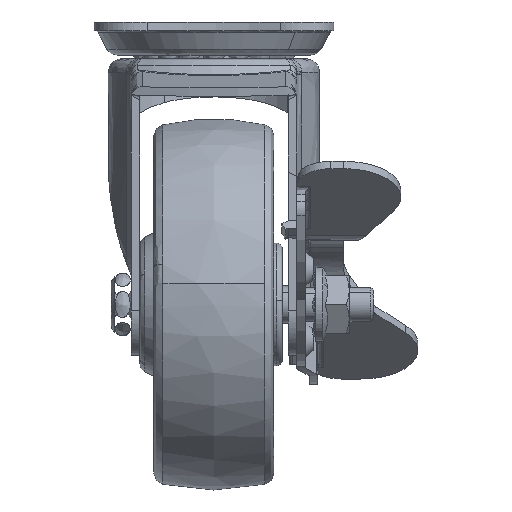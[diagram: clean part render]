
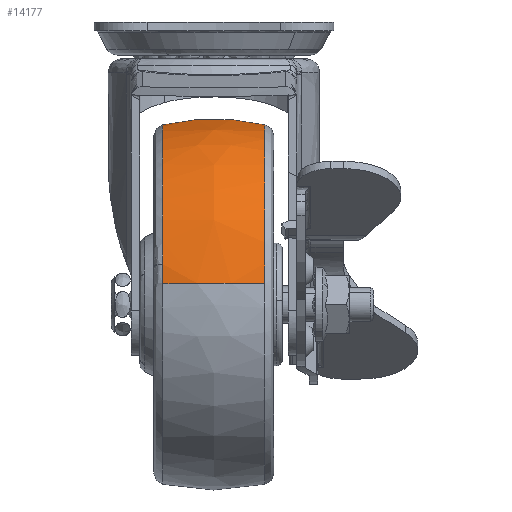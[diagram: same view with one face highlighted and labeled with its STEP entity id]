
A CAD part, left-side view. The second image highlights one B-rep face of the part: STEP entity #14177.
In plain terms, the highlighted free-form (B-spline) face has degree [2, 2] with [5, 5] control points.
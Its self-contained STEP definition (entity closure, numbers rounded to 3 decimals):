
#12873=CARTESIAN_POINT('',(-54.684,8.947,-40.939));
#12874=VERTEX_POINT('',#12873);
#12885=CARTESIAN_POINT('',(-24.0,8.947,-16.514));
#12886=VERTEX_POINT('',#12885);
#12887=CARTESIAN_POINT('',(-24.0,8.947,-16.514));
#12888=CARTESIAN_POINT('',(-26.15,8.947,-16.513));
#12889=CARTESIAN_POINT('',(-29.954,8.947,-16.905));
#12890=CARTESIAN_POINT('',(-35.315,8.947,-18.468));
#12891=CARTESIAN_POINT('',(-39.906,8.947,-20.665));
#12892=CARTESIAN_POINT('',(-43.534,8.947,-23.197));
#12893=CARTESIAN_POINT('',(-46.562,8.947,-25.936));
#12894=CARTESIAN_POINT('',(-49.404,8.947,-29.177));
#12895=CARTESIAN_POINT('',(-51.647,8.947,-32.735));
#12896=CARTESIAN_POINT('',(-53.514,8.947,-36.796));
#12897=CARTESIAN_POINT('',(-54.301,8.947,-39.273));
#12898=CARTESIAN_POINT('',(-54.684,8.947,-40.939));
#12899=B_SPLINE_CURVE_WITH_KNOTS('',3,(#12887,#12888,#12889,#12890,#12891,#12892,#12893,#12894,#12895,#12896,#12897,#12898),.UNSPECIFIED.,.F.,.U.,(4,1,1,1,1,1,1,1,1,4),(0.,6.45,11.411,16.703,21.665,24.641,28.941,34.564,37.21,42.337),.UNSPECIFIED.);
#12900=EDGE_CURVE('',#12886,#12874,#12899,.T.);
#13002=CARTESIAN_POINT('',(-55.276,8.947,-44.364));
#13003=VERTEX_POINT('',#13002);
#13023=CARTESIAN_POINT('',(-54.684,8.947,-40.939));
#13024=CARTESIAN_POINT('',(-54.944,8.947,-42.068));
#13025=CARTESIAN_POINT('',(-55.142,8.947,-43.213));
#13026=CARTESIAN_POINT('',(-55.276,8.947,-44.364));
#13027=B_SPLINE_CURVE_WITH_KNOTS('',3,(#13023,#13024,#13025,#13026),.UNSPECIFIED.,.F.,.U.,(4,4),(0.,3.478),.UNSPECIFIED.);
#13028=EDGE_CURVE('',#12874,#13003,#13027,.T.);
#13242=CARTESIAN_POINT('',(-24.0,-8.947,-16.514));
#13243=VERTEX_POINT('',#13242);
#13260=CARTESIAN_POINT('',(-55.276,-8.947,-44.364));
#13261=VERTEX_POINT('',#13260);
#13262=CARTESIAN_POINT('',(-24.0,-8.947,-16.514));
#13263=CARTESIAN_POINT('',(-25.79,-8.947,-16.513));
#13264=CARTESIAN_POINT('',(-29.429,-8.947,-16.825));
#13265=CARTESIAN_POINT('',(-34.06,-8.947,-18.05));
#13266=CARTESIAN_POINT('',(-37.801,-8.947,-19.635));
#13267=CARTESIAN_POINT('',(-40.831,-8.947,-21.313));
#13268=CARTESIAN_POINT('',(-43.854,-8.947,-23.456));
#13269=CARTESIAN_POINT('',(-46.631,-8.947,-26.001));
#13270=CARTESIAN_POINT('',(-49.2,-8.947,-28.992));
#13271=CARTESIAN_POINT('',(-51.189,-8.947,-31.978));
#13272=CARTESIAN_POINT('',(-52.733,-8.947,-35.012));
#13273=CARTESIAN_POINT('',(-54.295,-8.947,-38.953));
#13274=CARTESIAN_POINT('',(-55.015,-8.947,-42.113));
#13275=CARTESIAN_POINT('',(-55.276,-8.947,-44.364));
#13276=B_SPLINE_CURVE_WITH_KNOTS('',3,(#13262,#13263,#13264,#13265,#13266,#13267,#13268,#13269,#13270,#13271,#13272,#13273,#13274,#13275),.UNSPECIFIED.,.F.,.U.,(4,1,1,1,1,1,1,1,1,1,1,4),(0.,5.369,10.917,14.317,17.539,21.297,25.413,28.813,33.109,36.151,39.015,45.815),.UNSPECIFIED.);
#13277=EDGE_CURVE('',#13243,#13261,#13276,.T.);
#14111=CARTESIAN_POINT('',(-24.0,-8.947,-16.514));
#14112=CARTESIAN_POINT('',(-24.,-7.39,-16.156));
#14113=CARTESIAN_POINT('',(-24.,-4.325,-15.644));
#14114=CARTESIAN_POINT('',(-24.,0.095,-15.425));
#14115=CARTESIAN_POINT('',(-24.,4.511,-15.675));
#14116=CARTESIAN_POINT('',(-24.0,7.39,-16.156));
#14117=CARTESIAN_POINT('',(-24.0,8.947,-16.514));
#14118=B_SPLINE_CURVE_WITH_KNOTS('',3,(#14111,#14112,#14113,#14114,#14115,#14116,#14117),.UNSPECIFIED.,.F.,.U.,(4,1,1,1,4),(0.,4.794,9.306,13.254,18.047),.UNSPECIFIED.);
#14119=EDGE_CURVE('',#13243,#12886,#14118,.T.);
#14125=CARTESIAN_POINT('',(-55.276,-8.947,-44.364));
#14126=CARTESIAN_POINT('',(-55.547,-7.756,-44.333));
#14127=CARTESIAN_POINT('',(-56.099,-4.701,-44.269));
#14128=CARTESIAN_POINT('',(-56.479,1.317,-44.225));
#14129=CARTESIAN_POINT('',(-55.924,6.107,-44.289));
#14130=CARTESIAN_POINT('',(-55.276,8.947,-44.364));
#14131=B_SPLINE_CURVE_WITH_KNOTS('',3,(#14125,#14126,#14127,#14128,#14129,#14130),.UNSPECIFIED.,.F.,.U.,(4,1,1,4),(0.,3.666,9.306,18.047),.UNSPECIFIED.);
#14132=EDGE_CURVE('',#13261,#13003,#14131,.T.);
#14137=CARTESIAN_POINT('',(-23.797,-9.854,-16.733));
#14138=CARTESIAN_POINT('',(-23.789,-5.004,-15.5));
#14139=CARTESIAN_POINT('',(-23.789,0.,-15.5));
#14140=CARTESIAN_POINT('',(-23.789,5.004,-15.5));
#14141=CARTESIAN_POINT('',(-23.797,9.854,-16.733));
#14142=CARTESIAN_POINT('',(-23.898,-9.854,-16.733));
#14143=CARTESIAN_POINT('',(-23.894,-5.004,-15.5));
#14144=CARTESIAN_POINT('',(-23.894,0.,-15.5));
#14145=CARTESIAN_POINT('',(-23.894,5.004,-15.5));
#14146=CARTESIAN_POINT('',(-23.898,9.854,-16.733));
#14147=CARTESIAN_POINT('',(-51.843,-9.854,-16.733));
#14148=CARTESIAN_POINT('',(-52.941,-5.004,-15.5));
#14149=CARTESIAN_POINT('',(-52.941,0.,-15.5));
#14150=CARTESIAN_POINT('',(-52.941,5.004,-15.5));
#14151=CARTESIAN_POINT('',(-51.843,9.854,-16.733));
#14152=CARTESIAN_POINT('',(-55.07,-9.854,-44.495));
#14153=CARTESIAN_POINT('',(-56.295,-5.004,-44.357));
#14154=CARTESIAN_POINT('',(-56.295,0.,-44.357));
#14155=CARTESIAN_POINT('',(-56.295,5.004,-44.357));
#14156=CARTESIAN_POINT('',(-55.07,9.854,-44.495));
#14157=CARTESIAN_POINT('',(-55.083,-9.854,-44.6));
#14158=CARTESIAN_POINT('',(-56.308,-5.004,-44.466));
#14159=CARTESIAN_POINT('',(-56.308,0.,-44.466));
#14160=CARTESIAN_POINT('',(-56.308,5.004,-44.466));
#14161=CARTESIAN_POINT('',(-55.083,9.854,-44.6));
#14169=(BOUNDED_SURFACE()B_SPLINE_SURFACE(2,2,((#14137,#14142,#14147,#14152,#14157),(#14138,#14143,#14148,#14153,#14158),(#14139,#14144,#14149,#14154,#14159),(#14140,#14145,#14150,#14155,#14160),(#14141,#14146,#14151,#14156,#14161)),.UNSPECIFIED.,.F.,.F.,.U.)B_SPLINE_SURFACE_WITH_KNOTS((3,2,3),(3,1,1,3),(0.0,10.298,20.596),(0.0,0.247,49.733,49.981),.UNSPECIFIED.)GEOMETRIC_REPRESENTATION_ITEM()RATIONAL_B_SPLINE_SURFACE(((0.933,0.931,0.679,0.891,0.892),(0.959,0.958,0.699,0.917,0.918),(1.003,1.001,0.731,0.958,0.959),(0.959,0.958,0.699,0.917,0.918),(0.933,0.931,0.679,0.891,0.892)))REPRESENTATION_ITEM('')SURFACE());
#14170=ORIENTED_EDGE('',*,*,#12900,.T.);
#14171=ORIENTED_EDGE('',*,*,#13028,.T.);
#14172=ORIENTED_EDGE('',*,*,#14132,.F.);
#14173=ORIENTED_EDGE('',*,*,#13277,.F.);
#14174=ORIENTED_EDGE('',*,*,#14119,.T.);
#14175=EDGE_LOOP('',(#14170,#14171,#14172,#14173,#14174));
#14176=FACE_OUTER_BOUND('',#14175,.T.);
#14177=ADVANCED_FACE('',(#14176),#14169,.T.);
